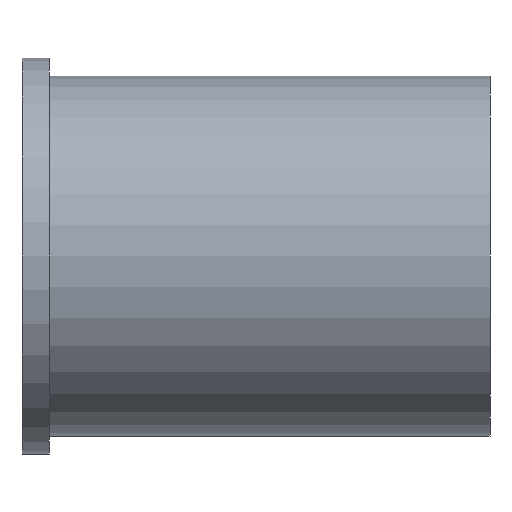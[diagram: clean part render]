
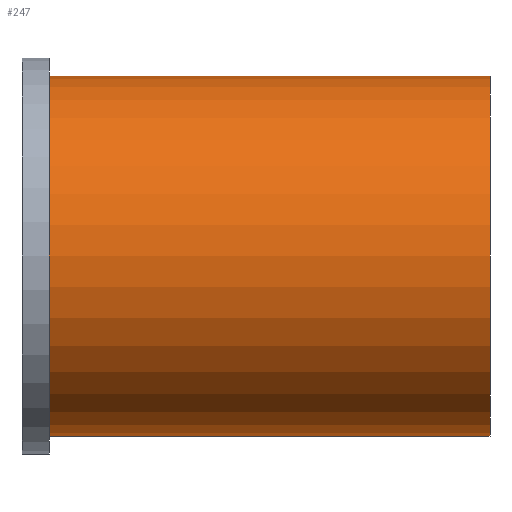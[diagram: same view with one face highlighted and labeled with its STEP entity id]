
A CAD part, left-side view. The second image highlights one B-rep face of the part: STEP entity #247.
In plain terms, the highlighted cylindrical face has radius 2 mm (diameter 4 mm), a partial arc.
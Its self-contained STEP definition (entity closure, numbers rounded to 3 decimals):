
#4 = VERTEX_POINT ( 'NONE', #205 ) ;
#20 = VERTEX_POINT ( 'NONE', #160 ) ;
#26 = DIRECTION ( 'NONE',  ( 0., 1., 0. ) ) ;
#41 = LINE ( 'NONE', #142, #93 ) ;
#46 = VERTEX_POINT ( 'NONE', #227 ) ;
#52 = DIRECTION ( 'NONE',  ( 0., 1., 0. ) ) ;
#56 = CARTESIAN_POINT ( 'NONE',  ( 0., 4.9, -2. ) ) ;
#57 = CIRCLE ( 'NONE', #98, 2. ) ;
#75 = LINE ( 'NONE', #56, #86 ) ;
#80 = EDGE_CURVE ( 'NONE', #4, #46, #110, .T. ) ;
#86 = VECTOR ( 'NONE', #263, 1000. ) ;
#87 = ORIENTED_EDGE ( 'NONE', *, *, #143, .T. ) ;
#91 = VERTEX_POINT ( 'NONE', #231 ) ;
#93 = VECTOR ( 'NONE', #111, 1000. ) ;
#95 = DIRECTION ( 'NONE',  ( 0., 0., 1. ) ) ;
#96 = CYLINDRICAL_SURFACE ( 'NONE', #230, 2. ) ;
#98 = AXIS2_PLACEMENT_3D ( 'NONE', #157, #52, #151 ) ;
#102 = EDGE_CURVE ( 'NONE', #20, #46, #41, .T. ) ;
#110 = CIRCLE ( 'NONE', #274, 2. ) ;
#111 = DIRECTION ( 'NONE',  ( 0., -1., 0. ) ) ;
#119 = CARTESIAN_POINT ( 'NONE',  ( 0., 0., 0. ) ) ;
#137 = ORIENTED_EDGE ( 'NONE', *, *, #80, .T. ) ;
#142 = CARTESIAN_POINT ( 'NONE',  ( 0., 4.9, 2. ) ) ;
#143 = EDGE_CURVE ( 'NONE', #91, #4, #75, .T. ) ;
#151 = DIRECTION ( 'NONE',  ( 0., 0., 1. ) ) ;
#156 = EDGE_CURVE ( 'NONE', #91, #20, #57, .T. ) ;
#157 = CARTESIAN_POINT ( 'NONE',  ( 0., 4.9, 0. ) ) ;
#160 = CARTESIAN_POINT ( 'NONE',  ( 0., 4.9, 2. ) ) ;
#166 = CARTESIAN_POINT ( 'NONE',  ( 0., 4.9, 0. ) ) ;
#185 = DIRECTION ( 'NONE',  ( 0., -1., 0. ) ) ;
#205 = CARTESIAN_POINT ( 'NONE',  ( 0., 0., -2. ) ) ;
#211 = ORIENTED_EDGE ( 'NONE', *, *, #102, .F. ) ;
#227 = CARTESIAN_POINT ( 'NONE',  ( 0., 0., 2. ) ) ;
#230 = AXIS2_PLACEMENT_3D ( 'NONE', #166, #185, #260 ) ;
#231 = CARTESIAN_POINT ( 'NONE',  ( 0., 4.9, -2. ) ) ;
#232 = FACE_OUTER_BOUND ( 'NONE', #271, .T. ) ;
#247 = ADVANCED_FACE ( 'NONE', ( #232 ), #96, .T. ) ;
#260 = DIRECTION ( 'NONE',  ( 0., 0., -1. ) ) ;
#263 = DIRECTION ( 'NONE',  ( 0., -1., 0. ) ) ;
#271 = EDGE_LOOP ( 'NONE', ( #211, #289, #87, #137 ) ) ;
#274 = AXIS2_PLACEMENT_3D ( 'NONE', #119, #26, #95 ) ;
#289 = ORIENTED_EDGE ( 'NONE', *, *, #156, .F. ) ;
